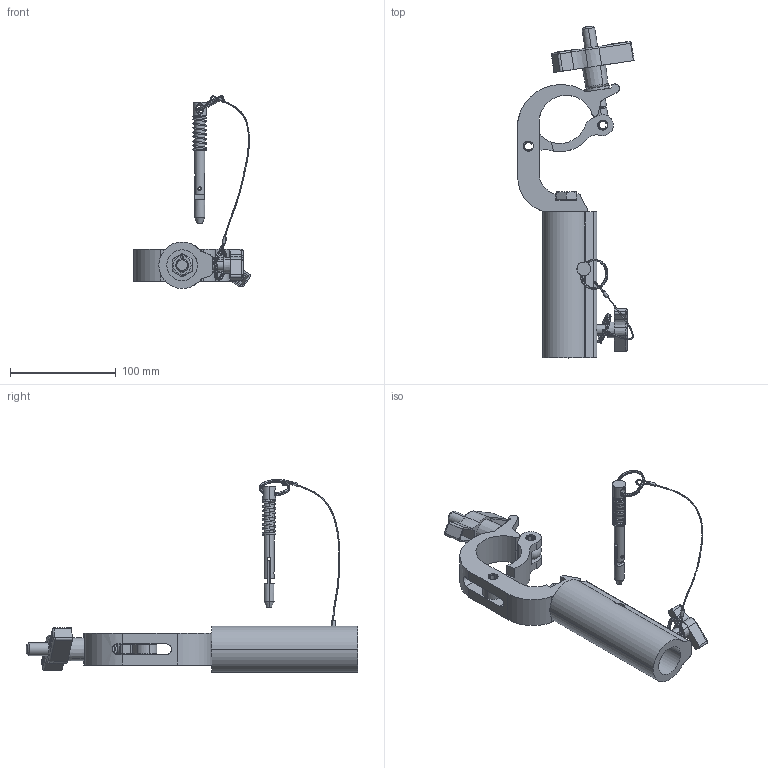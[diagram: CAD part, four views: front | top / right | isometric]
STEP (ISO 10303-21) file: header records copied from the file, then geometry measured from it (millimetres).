
FILE_DESCRIPTION (( 'STEP AP203' ), '1' );
FILE_NAME ('T58869 & T5886901.STEP', '2018-08-13T12:54:07', ( '' ), ( '' ), 'SwSTEP 2.0', 'SolidWorks 2016', '' );
FILE_SCHEMA (( 'CONFIG_CONTROL_DESIGN' ));
Length unit declared in the file: millimetre
Products named in the file (25): Doughty Knob_S0158; TH2024_30MM WIDE; T58869 & T5886901; TH733; TH1304_TH1304; Binx Nut_M12 BZP; T74800; Hex Bolt_ISO 4016 - M12 x 35 x 35-WS; S1181-2; S1181-1_TH629-1 M10 Sword Body; T78052_T78053; F629; A Washer_Bright washer BS 4320 - M12 (Form A); S1576_For T74800; F791; S2605_For T74800; TH2225_TH2225; S2663; TH2038_TH452; TH2023_30MM WIDE; TH013_NO STAMPING; S0124; S1181; S1181-4; S1181-3_TH631-1 32MM LG
Assembly tree (26 placements, depth 4):
  T58869 & T5886901
    TH013_NO STAMPING
      TH2023_30MM WIDE
    TH1304_TH1304
      TH2024_30MM WIDE
    F791  x2
    T78052_T78053
      TH733
      A Washer_Bright washer BS 4320 - M12 (Form A)
      S0124
    T74800
      TH2225_TH2225
        TH2038_TH452
        F629
      Doughty Knob_S0158
      S1181
        S1181-1_TH629-1 M10 Sword Body
        S1181-4
        S1181-2
        S1181-3_TH631-1 32MM LG
      S1576_For T74800
        S2605_For T74800
        S2663  x2
    Hex Bolt_ISO 4016 - M12 x 35 x 35-WS
    Binx Nut_M12 BZP
Bounding box: 110.08 x 313.52 x 182.19 mm (x, y, z)
Volume: 308116.8 mm3; surface area: 105315.9 mm2
Topology: 19 solids, 19 shells, 854 faces, 2200 edges, 1420 vertices
Faces by surface type: plane 329, cylinder 252, cone 144, bspline 86, torus 43
Entity records: 37505 total; most frequent: CARTESIAN_POINT 14444, ORIENTED_EDGE 4300, DIRECTION 4217, EDGE_CURVE 2150, AXIS2_PLACEMENT_3D 1539, VERTEX_POINT 1388, LINE 1139, VECTOR 1139
